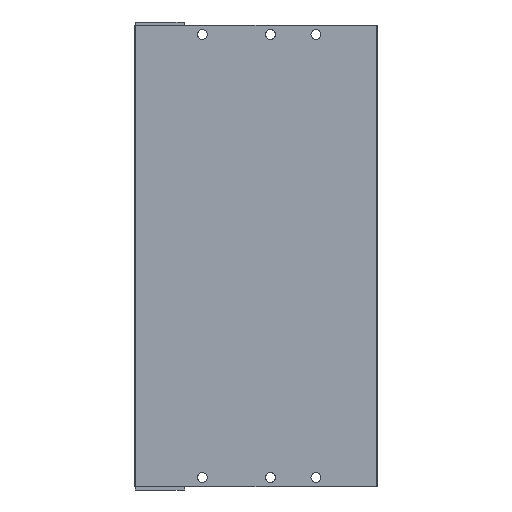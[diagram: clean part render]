
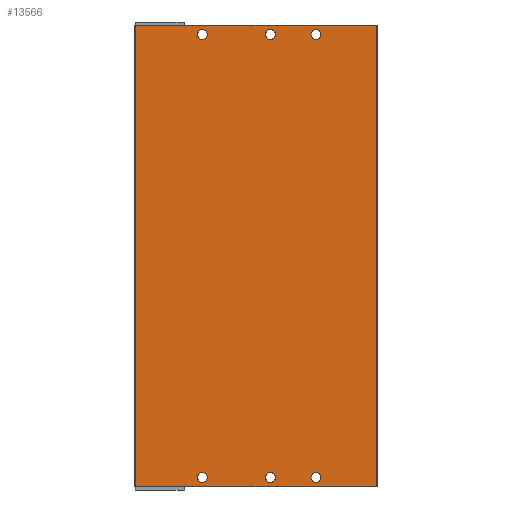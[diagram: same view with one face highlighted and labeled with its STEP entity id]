
A CAD part, front view. The second image highlights one B-rep face of the part: STEP entity #13566.
In plain terms, the highlighted planar face has unit normal (0, -1, 0).
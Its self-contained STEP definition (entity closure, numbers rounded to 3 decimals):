
#82 = ORIENTED_EDGE ( 'NONE', *, *, #920, .T. ) ;
#264 = ORIENTED_EDGE ( 'NONE', *, *, #13297, .T. ) ;
#335 = CARTESIAN_POINT ( 'NONE',  ( 29.7, 0., -201.15 ) ) ;
#336 = CARTESIAN_POINT ( 'NONE',  ( 59.7, 0., -199. ) ) ;
#485 = CIRCLE ( 'NONE', #10833, 2.15 ) ;
#541 = DIRECTION ( 'NONE',  ( 0., 0., -1. ) ) ;
#549 = VECTOR ( 'NONE', #1371, 1000. ) ;
#612 = DIRECTION ( 'NONE',  ( 0., 0., -1. ) ) ;
#660 = AXIS2_PLACEMENT_3D ( 'NONE', #10865, #10657, #5366 ) ;
#839 = CARTESIAN_POINT ( 'NONE',  ( 59.7, 0., -196.85 ) ) ;
#920 = EDGE_CURVE ( 'NONE', #5948, #2479, #3268, .T. ) ;
#978 = ORIENTED_EDGE ( 'NONE', *, *, #6384, .T. ) ;
#1009 = DIRECTION ( 'NONE',  ( 0., 1., 0. ) ) ;
#1101 = EDGE_LOOP ( 'NONE', ( #2939, #978 ) ) ;
#1371 = DIRECTION ( 'NONE',  ( 0., 0., 1. ) ) ;
#1495 = CARTESIAN_POINT ( 'NONE',  ( 59.7, 0., -199. ) ) ;
#1505 = CARTESIAN_POINT ( 'NONE',  ( 29.7, 0., -4. ) ) ;
#1616 = VERTEX_POINT ( 'NONE', #335 ) ;
#1929 = EDGE_CURVE ( 'NONE', #2479, #7867, #5283, .T. ) ;
#1930 = AXIS2_PLACEMENT_3D ( 'NONE', #3124, #6282, #13448 ) ;
#2092 = DIRECTION ( 'NONE',  ( -1., 0., 0. ) ) ;
#2276 = LINE ( 'NONE', #12809, #7324 ) ;
#2283 = EDGE_LOOP ( 'NONE', ( #3096, #9979 ) ) ;
#2354 = CIRCLE ( 'NONE', #5222, 2.15 ) ;
#2458 = VERTEX_POINT ( 'NONE', #10950 ) ;
#2479 = VERTEX_POINT ( 'NONE', #12056 ) ;
#2744 = DIRECTION ( 'NONE',  ( 0., 1., 0. ) ) ;
#2845 = AXIS2_PLACEMENT_3D ( 'NONE', #8876, #7845, #6738 ) ;
#2861 = PLANE ( 'NONE',  #10594 ) ;
#2881 = VERTEX_POINT ( 'NONE', #7623 ) ;
#2939 = ORIENTED_EDGE ( 'NONE', *, *, #6482, .T. ) ;
#2977 = AXIS2_PLACEMENT_3D ( 'NONE', #9124, #7905, #541 ) ;
#3071 = CARTESIAN_POINT ( 'NONE',  ( 0.5, 0., 0. ) ) ;
#3096 = ORIENTED_EDGE ( 'NONE', *, *, #11461, .T. ) ;
#3124 = CARTESIAN_POINT ( 'NONE',  ( 79.7, 0., -199. ) ) ;
#3268 = LINE ( 'NONE', #3071, #8407 ) ;
#3329 = CARTESIAN_POINT ( 'NONE',  ( 106.2, 0., 0. ) ) ;
#3383 = DIRECTION ( 'NONE',  ( 1., 0., 0. ) ) ;
#3399 = AXIS2_PLACEMENT_3D ( 'NONE', #1505, #9769, #5709 ) ;
#3577 = CARTESIAN_POINT ( 'NONE',  ( 79.7, 0., -199. ) ) ;
#3762 = CARTESIAN_POINT ( 'NONE',  ( 0.5, 0., -203. ) ) ;
#3839 = VERTEX_POINT ( 'NONE', #11184 ) ;
#3840 = CIRCLE ( 'NONE', #2977, 2.15 ) ;
#3881 = FACE_BOUND ( 'NONE', #8413, .T. ) ;
#3886 = EDGE_CURVE ( 'NONE', #2458, #1616, #6588, .T. ) ;
#4683 = CARTESIAN_POINT ( 'NONE',  ( 79.7, 0., -196.85 ) ) ;
#4786 = FACE_BOUND ( 'NONE', #2283, .T. ) ;
#4817 = VERTEX_POINT ( 'NONE', #4683 ) ;
#5073 = CARTESIAN_POINT ( 'NONE',  ( 29.7, 0., -199. ) ) ;
#5183 = CIRCLE ( 'NONE', #11124, 2.15 ) ;
#5222 = AXIS2_PLACEMENT_3D ( 'NONE', #6807, #2744, #12180 ) ;
#5283 = LINE ( 'NONE', #7419, #6376 ) ;
#5366 = DIRECTION ( 'NONE',  ( 0., 0., -1. ) ) ;
#5368 = CARTESIAN_POINT ( 'NONE',  ( 29.7, 0., -1.85 ) ) ;
#5480 = CARTESIAN_POINT ( 'NONE',  ( 0.5, 0., -203. ) ) ;
#5481 = AXIS2_PLACEMENT_3D ( 'NONE', #8980, #5950, #13391 ) ;
#5709 = DIRECTION ( 'NONE',  ( 0., 0., -1. ) ) ;
#5739 = VERTEX_POINT ( 'NONE', #839 ) ;
#5821 = EDGE_CURVE ( 'NONE', #10502, #4817, #9185, .T. ) ;
#5882 = DIRECTION ( 'NONE',  ( 0., -1., 0. ) ) ;
#5948 = VERTEX_POINT ( 'NONE', #3329 ) ;
#5950 = DIRECTION ( 'NONE',  ( 0., 1., 0. ) ) ;
#6097 = ORIENTED_EDGE ( 'NONE', *, *, #11901, .T. ) ;
#6282 = DIRECTION ( 'NONE',  ( 0., 1., 0. ) ) ;
#6376 = VECTOR ( 'NONE', #7213, 1000. ) ;
#6384 = EDGE_CURVE ( 'NONE', #5739, #8457, #7201, .T. ) ;
#6435 = VERTEX_POINT ( 'NONE', #13279 ) ;
#6461 = EDGE_CURVE ( 'NONE', #7052, #3839, #2354, .T. ) ;
#6476 = CIRCLE ( 'NONE', #3399, 2.15 ) ;
#6482 = EDGE_CURVE ( 'NONE', #8457, #5739, #12916, .T. ) ;
#6588 = CIRCLE ( 'NONE', #5481, 2.15 ) ;
#6599 = AXIS2_PLACEMENT_3D ( 'NONE', #3577, #8875, #13079 ) ;
#6735 = DIRECTION ( 'NONE',  ( 0., 1., 0. ) ) ;
#6738 = DIRECTION ( 'NONE',  ( 0., 0., -1. ) ) ;
#6742 = LINE ( 'NONE', #11914, #549 ) ;
#6756 = ORIENTED_EDGE ( 'NONE', *, *, #7422, .T. ) ;
#6807 = CARTESIAN_POINT ( 'NONE',  ( 59.7, 0., -4. ) ) ;
#6809 = CIRCLE ( 'NONE', #660, 2.15 ) ;
#6986 = FACE_BOUND ( 'NONE', #13076, .T. ) ;
#7052 = VERTEX_POINT ( 'NONE', #10954 ) ;
#7201 = CIRCLE ( 'NONE', #7416, 2.15 ) ;
#7213 = DIRECTION ( 'NONE',  ( 0., 0., -1. ) ) ;
#7324 = VECTOR ( 'NONE', #3383, 1000. ) ;
#7416 = AXIS2_PLACEMENT_3D ( 'NONE', #336, #8723, #11771 ) ;
#7419 = CARTESIAN_POINT ( 'NONE',  ( 0.5, 0., -203. ) ) ;
#7422 = EDGE_CURVE ( 'NONE', #4817, #10502, #8140, .T. ) ;
#7623 = CARTESIAN_POINT ( 'NONE',  ( 106.2, 0., -203. ) ) ;
#7751 = CARTESIAN_POINT ( 'NONE',  ( 29.7, 0., -6.15 ) ) ;
#7845 = DIRECTION ( 'NONE',  ( 0., 1., 0. ) ) ;
#7867 = VERTEX_POINT ( 'NONE', #5480 ) ;
#7905 = DIRECTION ( 'NONE',  ( 0., 1., 0. ) ) ;
#7920 = CARTESIAN_POINT ( 'NONE',  ( 79.7, 0., -201.15 ) ) ;
#8051 = ORIENTED_EDGE ( 'NONE', *, *, #6461, .T. ) ;
#8087 = FACE_BOUND ( 'NONE', #10040, .T. ) ;
#8140 = CIRCLE ( 'NONE', #6599, 2.15 ) ;
#8223 = DIRECTION ( 'NONE',  ( 0., 0., -1. ) ) ;
#8407 = VECTOR ( 'NONE', #2092, 1000. ) ;
#8413 = EDGE_LOOP ( 'NONE', ( #10207, #6097 ) ) ;
#8424 = CARTESIAN_POINT ( 'NONE',  ( 59.7, 0., -4. ) ) ;
#8457 = VERTEX_POINT ( 'NONE', #11045 ) ;
#8723 = DIRECTION ( 'NONE',  ( 0., 1., 0. ) ) ;
#8875 = DIRECTION ( 'NONE',  ( 0., 1., 0. ) ) ;
#8876 = CARTESIAN_POINT ( 'NONE',  ( 79.7, 0., -4. ) ) ;
#8980 = CARTESIAN_POINT ( 'NONE',  ( 29.7, 0., -199. ) ) ;
#9124 = CARTESIAN_POINT ( 'NONE',  ( 79.7, 0., -4. ) ) ;
#9181 = DIRECTION ( 'NONE',  ( 0., 0., -1. ) ) ;
#9185 = CIRCLE ( 'NONE', #1930, 2.15 ) ;
#9274 = DIRECTION ( 'NONE',  ( 0., 0., -1. ) ) ;
#9465 = DIRECTION ( 'NONE',  ( 0., 1., 0. ) ) ;
#9769 = DIRECTION ( 'NONE',  ( 0., 1., 0. ) ) ;
#9849 = ORIENTED_EDGE ( 'NONE', *, *, #13120, .T. ) ;
#9890 = CIRCLE ( 'NONE', #2845, 2.15 ) ;
#9979 = ORIENTED_EDGE ( 'NONE', *, *, #10442, .T. ) ;
#10031 = ORIENTED_EDGE ( 'NONE', *, *, #11459, .T. ) ;
#10040 = EDGE_LOOP ( 'NONE', ( #12589, #6756 ) ) ;
#10150 = EDGE_LOOP ( 'NONE', ( #9849, #10031, #82, #11957 ) ) ;
#10207 = ORIENTED_EDGE ( 'NONE', *, *, #10558, .T. ) ;
#10442 = EDGE_CURVE ( 'NONE', #11239, #12268, #6809, .T. ) ;
#10502 = VERTEX_POINT ( 'NONE', #7920 ) ;
#10539 = ORIENTED_EDGE ( 'NONE', *, *, #3886, .T. ) ;
#10558 = EDGE_CURVE ( 'NONE', #12234, #6435, #9890, .T. ) ;
#10594 = AXIS2_PLACEMENT_3D ( 'NONE', #3762, #5882, #9181 ) ;
#10657 = DIRECTION ( 'NONE',  ( 0., 1., 0. ) ) ;
#10833 = AXIS2_PLACEMENT_3D ( 'NONE', #5073, #1009, #9274 ) ;
#10836 = CARTESIAN_POINT ( 'NONE',  ( 79.7, 0., -6.15 ) ) ;
#10865 = CARTESIAN_POINT ( 'NONE',  ( 29.7, 0., -4. ) ) ;
#10950 = CARTESIAN_POINT ( 'NONE',  ( 29.7, 0., -196.85 ) ) ;
#10954 = CARTESIAN_POINT ( 'NONE',  ( 59.7, 0., -1.85 ) ) ;
#10987 = FACE_OUTER_BOUND ( 'NONE', #10150, .T. ) ;
#11045 = CARTESIAN_POINT ( 'NONE',  ( 59.7, 0., -201.15 ) ) ;
#11124 = AXIS2_PLACEMENT_3D ( 'NONE', #8424, #9465, #8223 ) ;
#11184 = CARTESIAN_POINT ( 'NONE',  ( 59.7, 0., -6.15 ) ) ;
#11239 = VERTEX_POINT ( 'NONE', #5368 ) ;
#11459 = EDGE_CURVE ( 'NONE', #2881, #5948, #6742, .T. ) ;
#11461 = EDGE_CURVE ( 'NONE', #12268, #11239, #6476, .T. ) ;
#11771 = DIRECTION ( 'NONE',  ( 0., 0., -1. ) ) ;
#11817 = AXIS2_PLACEMENT_3D ( 'NONE', #1495, #6735, #612 ) ;
#11901 = EDGE_CURVE ( 'NONE', #6435, #12234, #3840, .T. ) ;
#11914 = CARTESIAN_POINT ( 'NONE',  ( 106.2, 0., -203. ) ) ;
#11957 = ORIENTED_EDGE ( 'NONE', *, *, #1929, .T. ) ;
#12056 = CARTESIAN_POINT ( 'NONE',  ( 0.5, 0., 0. ) ) ;
#12180 = DIRECTION ( 'NONE',  ( 0., 0., -1. ) ) ;
#12234 = VERTEX_POINT ( 'NONE', #10836 ) ;
#12268 = VERTEX_POINT ( 'NONE', #7751 ) ;
#12285 = FACE_BOUND ( 'NONE', #1101, .T. ) ;
#12454 = EDGE_CURVE ( 'NONE', #3839, #7052, #5183, .T. ) ;
#12589 = ORIENTED_EDGE ( 'NONE', *, *, #5821, .T. ) ;
#12771 = EDGE_LOOP ( 'NONE', ( #264, #10539 ) ) ;
#12809 = CARTESIAN_POINT ( 'NONE',  ( 0.5, 0., -203. ) ) ;
#12916 = CIRCLE ( 'NONE', #11817, 2.15 ) ;
#13076 = EDGE_LOOP ( 'NONE', ( #13186, #8051 ) ) ;
#13079 = DIRECTION ( 'NONE',  ( 0., 0., -1. ) ) ;
#13120 = EDGE_CURVE ( 'NONE', #7867, #2881, #2276, .T. ) ;
#13186 = ORIENTED_EDGE ( 'NONE', *, *, #12454, .T. ) ;
#13198 = FACE_BOUND ( 'NONE', #12771, .T. ) ;
#13279 = CARTESIAN_POINT ( 'NONE',  ( 79.7, 0., -1.85 ) ) ;
#13297 = EDGE_CURVE ( 'NONE', #1616, #2458, #485, .T. ) ;
#13391 = DIRECTION ( 'NONE',  ( 0., 0., -1. ) ) ;
#13448 = DIRECTION ( 'NONE',  ( 0., 0., -1. ) ) ;
#13566 = ADVANCED_FACE ( 'NONE', ( #10987, #4786, #6986, #3881, #8087, #12285, #13198 ), #2861, .T. ) ;
